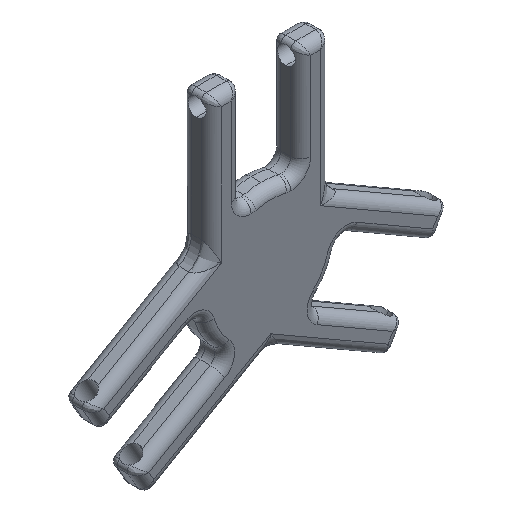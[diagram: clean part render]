
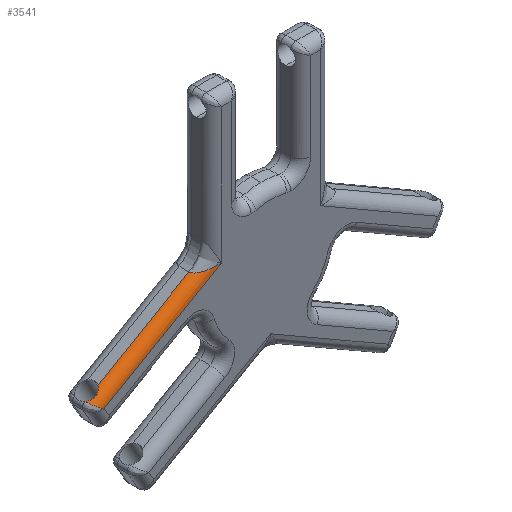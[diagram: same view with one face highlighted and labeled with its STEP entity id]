
A CAD part, isometric view. The second image highlights one B-rep face of the part: STEP entity #3541.
In plain terms, the highlighted cylindrical face has radius 10 mm (diameter 20 mm), a partial arc.
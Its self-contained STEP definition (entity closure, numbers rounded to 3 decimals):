
#32 = ORIENTED_EDGE ( 'NONE', *, *, #2325, .F. ) ;
#122 = CARTESIAN_POINT ( 'NONE',  ( -72.5, -10.858, 27.424 ) ) ;
#153 = CARTESIAN_POINT ( 'NONE',  ( -167.894, -15., -39.199 ) ) ;
#263 = CARTESIAN_POINT ( 'NONE',  ( -177.21, -5., -33.03 ) ) ;
#435 = CARTESIAN_POINT ( 'NONE',  ( -169.061, -8.886, -29.233 ) ) ;
#473 = CARTESIAN_POINT ( 'NONE',  ( -173.879, -8.109, -31.677 ) ) ;
#484 = CARTESIAN_POINT ( 'NONE',  ( -176.554, -15., -44.199 ) ) ;
#580 = CARTESIAN_POINT ( 'NONE',  ( -164.248, -5., -25.547 ) ) ;
#630 = ORIENTED_EDGE ( 'NONE', *, *, #6261, .F. ) ;
#914 = EDGE_CURVE ( 'NONE', #1337, #2055, #6827, .T. ) ;
#947 = CYLINDRICAL_SURFACE ( 'NONE', #1449, 10. ) ;
#984 = CARTESIAN_POINT ( 'NONE',  ( -167.347, -8.261, -27.966 ) ) ;
#989 = FACE_OUTER_BOUND ( 'NONE', #5135, .T. ) ;
#1054 = LINE ( 'NONE', #3381, #1832 ) ;
#1262 = CARTESIAN_POINT ( 'NONE',  ( -177.224, -5., -33.038 ) ) ;
#1292 = CARTESIAN_POINT ( 'NONE',  ( -63.18, -15., 28.022 ) ) ;
#1337 = VERTEX_POINT ( 'NONE', #580 ) ;
#1412 = B_SPLINE_CURVE_WITH_KNOTS ( 'NONE', 3,
 ( #263, #6855, #4031, #7398, #2697, #1548, #1581, #473, #2269, #3420, #2195, #2808, #2230, #6330, #5469, #435, #5618, #5016, #6183, #984, #5650, #6824, #5051, #4524, #7363, #3955, #6250, #2163 ),
 .UNSPECIFIED., .F., .F.,
 ( 4, 2, 2, 2, 2, 2, 2, 2, 2, 2, 2, 2, 2, 4 ),
 ( 0., 0.002, 0.003, 0.004, 0.006, 0.007, 0.009, 0.01, 0.011, 0.012, 0.013, 0.014, 0.015, 0.018 ),
 .UNSPECIFIED. ) ;
#1449 = AXIS2_PLACEMENT_3D ( 'NONE', #2581, #2097, #5054 ) ;
#1543 = CARTESIAN_POINT ( 'NONE',  ( -167.894, -15., -39.199 ) ) ;
#1547 = EDGE_CURVE ( 'NONE', #7140, #2055, #3521, .T. ) ;
#1548 = CARTESIAN_POINT ( 'NONE',  ( -174.786, -7.573, -32.017 ) ) ;
#1581 = CARTESIAN_POINT ( 'NONE',  ( -174.49, -7.764, -31.908 ) ) ;
#1807 = VECTOR ( 'NONE', #3163, 1000. ) ;
#1832 = VECTOR ( 'NONE', #5690, 1000. ) ;
#1986 = ORIENTED_EDGE ( 'NONE', *, *, #2879, .T. ) ;
#2055 = VERTEX_POINT ( 'NONE', #4949 ) ;
#2097 = DIRECTION ( 'NONE',  ( 0.866, 0., 0.5 ) ) ;
#2163 = CARTESIAN_POINT ( 'NONE',  ( -164.248, -5., -25.547 ) ) ;
#2195 = CARTESIAN_POINT ( 'NONE',  ( -172.593, -8.64, -31.156 ) ) ;
#2221 = ORIENTED_EDGE ( 'NONE', *, *, #1547, .T. ) ;
#2230 = CARTESIAN_POINT ( 'NONE',  ( -170.961, -9., -30.386 ) ) ;
#2269 = CARTESIAN_POINT ( 'NONE',  ( -173.565, -8.261, -31.556 ) ) ;
#2319 = LINE ( 'NONE', #484, #3824 ) ;
#2325 = EDGE_CURVE ( 'NONE', #2676, #1337, #1412, .T. ) ;
#2383 = VERTEX_POINT ( 'NONE', #1262 ) ;
#2443 = CARTESIAN_POINT ( 'NONE',  ( -72.5, -5., 27.424 ) ) ;
#2581 = CARTESIAN_POINT ( 'NONE',  ( -261.006, -5., -92.957 ) ) ;
#2676 = VERTEX_POINT ( 'NONE', #2802 ) ;
#2697 = CARTESIAN_POINT ( 'NONE',  ( -175.358, -7.149, -32.228 ) ) ;
#2802 = CARTESIAN_POINT ( 'NONE',  ( -177.21, -5., -33.03 ) ) ;
#2808 = CARTESIAN_POINT ( 'NONE',  ( -171.613, -8.908, -30.715 ) ) ;
#2879 = EDGE_CURVE ( 'NONE', #2383, #5713, #3764, .T. ) ;
#3163 = DIRECTION ( 'NONE',  ( 0.866, 0., 0.5 ) ) ;
#3361 = EDGE_CURVE ( 'NONE', #7140, #5713, #2319, .T. ) ;
#3381 = CARTESIAN_POINT ( 'NONE',  ( -60., -5., 34.641 ) ) ;
#3420 = CARTESIAN_POINT ( 'NONE',  ( -172.922, -8.527, -31.295 ) ) ;
#3509 = ORIENTED_EDGE ( 'NONE', *, *, #914, .F. ) ;
#3521 =( BOUNDED_CURVE ( )  B_SPLINE_CURVE ( 3, ( #6505, #1292, #122, #2443 ),
 .UNSPECIFIED., .F., .F. ) 
 B_SPLINE_CURVE_WITH_KNOTS ( ( 4, 4 ),
 ( 4.712, 6.283 ),
 .UNSPECIFIED. ) 
 CURVE ( )  GEOMETRIC_REPRESENTATION_ITEM ( )  RATIONAL_B_SPLINE_CURVE ( ( 1., 0.805, 0.805, 1. ) ) 
 REPRESENTATION_ITEM ( '' )  );
#3541 = ADVANCED_FACE ( 'NONE', ( #989 ), #947, .T. ) ;
#3764 =( BOUNDED_CURVE ( )  B_SPLINE_CURVE ( 3, ( #7193, #6616, #5366, #153 ),
 .UNSPECIFIED., .F., .F. ) 
 B_SPLINE_CURVE_WITH_KNOTS ( ( 4, 4 ),
 ( 3.142, 4.712 ),
 .UNSPECIFIED. ) 
 CURVE ( )  GEOMETRIC_REPRESENTATION_ITEM ( )  RATIONAL_B_SPLINE_CURVE ( ( 1., 0.805, 0.805, 1. ) ) 
 REPRESENTATION_ITEM ( '' )  );
#3824 = VECTOR ( 'NONE', #6948, 1000. ) ;
#3955 = CARTESIAN_POINT ( 'NONE',  ( -164.997, -6.177, -26.045 ) ) ;
#4031 = CARTESIAN_POINT ( 'NONE',  ( -176.404, -6.178, -32.631 ) ) ;
#4362 = ORIENTED_EDGE ( 'NONE', *, *, #3361, .F. ) ;
#4524 = CARTESIAN_POINT ( 'NONE',  ( -165.866, -7.147, -26.747 ) ) ;
#4852 = CARTESIAN_POINT ( 'NONE',  ( -50., -15., 28.868 ) ) ;
#4949 = CARTESIAN_POINT ( 'NONE',  ( -72.5, -5., 27.424 ) ) ;
#5016 = CARTESIAN_POINT ( 'NONE',  ( -168.18, -8.64, -28.608 ) ) ;
#5051 = CARTESIAN_POINT ( 'NONE',  ( -166.337, -7.572, -27.138 ) ) ;
#5054 = DIRECTION ( 'NONE',  ( 0.5, 0., -0.866 ) ) ;
#5135 = EDGE_LOOP ( 'NONE', ( #32, #630, #1986, #4362, #2221, #3509 ) ) ;
#5366 = CARTESIAN_POINT ( 'NONE',  ( -173.36, -15., -35.59 ) ) ;
#5469 = CARTESIAN_POINT ( 'NONE',  ( -169.675, -8.977, -29.632 ) ) ;
#5618 = CARTESIAN_POINT ( 'NONE',  ( -168.762, -8.819, -29.027 ) ) ;
#5650 = CARTESIAN_POINT ( 'NONE',  ( -167.085, -8.108, -27.754 ) ) ;
#5690 = DIRECTION ( 'NONE',  ( 0.866, 0., 0.5 ) ) ;
#5713 = VERTEX_POINT ( 'NONE', #1543 ) ;
#6183 = CARTESIAN_POINT ( 'NONE',  ( -167.894, -8.527, -28.392 ) ) ;
#6250 = CARTESIAN_POINT ( 'NONE',  ( -164.609, -5.623, -25.755 ) ) ;
#6261 = EDGE_CURVE ( 'NONE', #2383, #2676, #1054, .T. ) ;
#6330 = CARTESIAN_POINT ( 'NONE',  ( -169.991, -9., -29.826 ) ) ;
#6505 = CARTESIAN_POINT ( 'NONE',  ( -50., -15., 28.868 ) ) ;
#6616 = CARTESIAN_POINT ( 'NONE',  ( -177.224, -10.858, -33.038 ) ) ;
#6824 = CARTESIAN_POINT ( 'NONE',  ( -166.58, -7.764, -27.341 ) ) ;
#6827 = LINE ( 'NONE', #7442, #1807 ) ;
#6855 = CARTESIAN_POINT ( 'NONE',  ( -176.85, -5.622, -32.822 ) ) ;
#6948 = DIRECTION ( 'NONE',  ( -0.866, 0., -0.5 ) ) ;
#7140 = VERTEX_POINT ( 'NONE', #4852 ) ;
#7193 = CARTESIAN_POINT ( 'NONE',  ( -177.224, -5., -33.038 ) ) ;
#7363 = CARTESIAN_POINT ( 'NONE',  ( -165.64, -6.916, -26.56 ) ) ;
#7398 = CARTESIAN_POINT ( 'NONE',  ( -175.634, -6.917, -32.331 ) ) ;
#7442 = CARTESIAN_POINT ( 'NONE',  ( -60., -5., 34.641 ) ) ;
